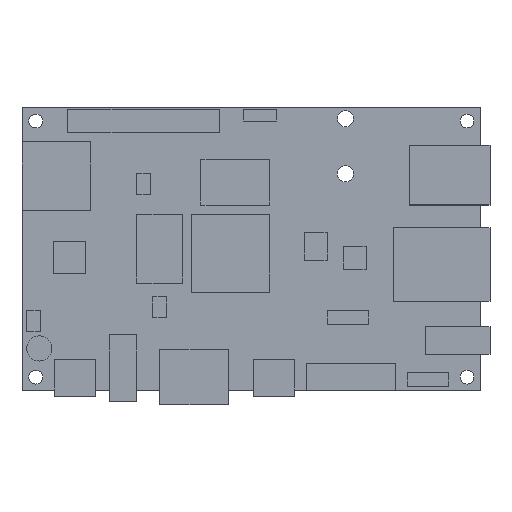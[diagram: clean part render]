
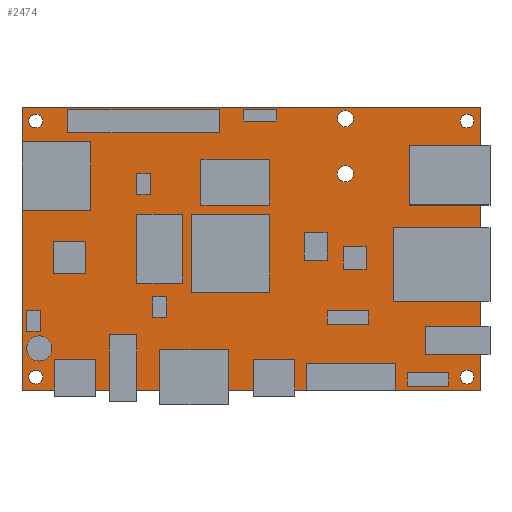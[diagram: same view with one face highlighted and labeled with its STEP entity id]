
A CAD part, top view. The second image highlights one B-rep face of the part: STEP entity #2474.
In plain terms, the highlighted planar face has unit normal (0, 0, 1).
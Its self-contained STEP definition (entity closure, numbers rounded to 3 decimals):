
#72=FACE_BOUND('',#418,.T.);
#73=FACE_BOUND('',#419,.T.);
#74=FACE_BOUND('',#420,.T.);
#75=FACE_BOUND('',#421,.T.);
#76=FACE_BOUND('',#422,.T.);
#77=FACE_BOUND('',#423,.T.);
#88=PLANE('',#2692);
#252=FACE_OUTER_BOUND('',#417,.T.);
#417=EDGE_LOOP('',(#1831,#1832,#1833,#1834));
#418=EDGE_LOOP('',(#1835));
#419=EDGE_LOOP('',(#1836));
#420=EDGE_LOOP('',(#1837));
#421=EDGE_LOOP('',(#1838));
#422=EDGE_LOOP('',(#1839));
#423=EDGE_LOOP('',(#1840));
#590=LINE('',#3574,#909);
#594=LINE('',#3582,#913);
#597=LINE('',#3588,#916);
#600=LINE('',#3593,#919);
#909=VECTOR('',#2898,10.);
#913=VECTOR('',#2904,10.);
#916=VECTOR('',#2909,10.);
#919=VECTOR('',#2914,10.);
#1223=CIRCLE('',#2672,1.5);
#1225=CIRCLE('',#2675,1.5);
#1227=CIRCLE('',#2678,1.75);
#1229=CIRCLE('',#2681,1.5);
#1231=CIRCLE('',#2684,1.75);
#1233=CIRCLE('',#2687,1.5);
#1237=VERTEX_POINT('',#3538);
#1239=VERTEX_POINT('',#3544);
#1241=VERTEX_POINT('',#3550);
#1243=VERTEX_POINT('',#3556);
#1245=VERTEX_POINT('',#3562);
#1247=VERTEX_POINT('',#3568);
#1248=VERTEX_POINT('',#3572);
#1249=VERTEX_POINT('',#3573);
#1252=VERTEX_POINT('',#3581);
#1254=VERTEX_POINT('',#3587);
#1460=EDGE_CURVE('',#1237,#1237,#1223,.T.);
#1463=EDGE_CURVE('',#1239,#1239,#1225,.T.);
#1466=EDGE_CURVE('',#1241,#1241,#1227,.T.);
#1469=EDGE_CURVE('',#1243,#1243,#1229,.T.);
#1472=EDGE_CURVE('',#1245,#1245,#1231,.T.);
#1475=EDGE_CURVE('',#1247,#1247,#1233,.T.);
#1476=EDGE_CURVE('',#1248,#1249,#590,.T.);
#1480=EDGE_CURVE('',#1249,#1252,#594,.T.);
#1483=EDGE_CURVE('',#1252,#1254,#597,.T.);
#1486=EDGE_CURVE('',#1254,#1248,#600,.T.);
#1831=ORIENTED_EDGE('',*,*,#1486,.T.);
#1832=ORIENTED_EDGE('',*,*,#1476,.T.);
#1833=ORIENTED_EDGE('',*,*,#1480,.T.);
#1834=ORIENTED_EDGE('',*,*,#1483,.T.);
#1835=ORIENTED_EDGE('',*,*,#1475,.T.);
#1836=ORIENTED_EDGE('',*,*,#1472,.T.);
#1837=ORIENTED_EDGE('',*,*,#1469,.T.);
#1838=ORIENTED_EDGE('',*,*,#1466,.T.);
#1839=ORIENTED_EDGE('',*,*,#1463,.T.);
#1840=ORIENTED_EDGE('',*,*,#1460,.T.);
#2474=ADVANCED_FACE('',(#252,#72,#73,#74,#75,#76,#77),#88,.T.);
#2672=AXIS2_PLACEMENT_3D('',#3540,#2859,#2860);
#2675=AXIS2_PLACEMENT_3D('',#3546,#2866,#2867);
#2678=AXIS2_PLACEMENT_3D('',#3552,#2873,#2874);
#2681=AXIS2_PLACEMENT_3D('',#3558,#2880,#2881);
#2684=AXIS2_PLACEMENT_3D('',#3564,#2887,#2888);
#2687=AXIS2_PLACEMENT_3D('',#3570,#2894,#2895);
#2692=AXIS2_PLACEMENT_3D('',#3595,#2916,#2917);
#2859=DIRECTION('center_axis',(0.,0.,-1.));
#2860=DIRECTION('ref_axis',(1.,0.,0.));
#2866=DIRECTION('center_axis',(0.,0.,-1.));
#2867=DIRECTION('ref_axis',(1.,0.,0.));
#2873=DIRECTION('center_axis',(0.,0.,-1.));
#2874=DIRECTION('ref_axis',(1.,0.,0.));
#2880=DIRECTION('center_axis',(0.,0.,-1.));
#2881=DIRECTION('ref_axis',(1.,0.,0.));
#2887=DIRECTION('center_axis',(0.,0.,-1.));
#2888=DIRECTION('ref_axis',(1.,0.,0.));
#2894=DIRECTION('center_axis',(0.,0.,-1.));
#2895=DIRECTION('ref_axis',(1.,0.,0.));
#2898=DIRECTION('',(1.,0.,0.));
#2904=DIRECTION('',(0.,1.,0.));
#2909=DIRECTION('',(-1.,0.,0.));
#2914=DIRECTION('',(0.,-1.,0.));
#2916=DIRECTION('center_axis',(0.,0.,1.));
#2917=DIRECTION('ref_axis',(1.,0.,0.));
#3538=CARTESIAN_POINT('',(1.5,58.8,0.));
#3540=CARTESIAN_POINT('Origin',(3.,58.8,0.));
#3544=CARTESIAN_POINT('',(95.5,58.8,0.));
#3546=CARTESIAN_POINT('Origin',(97.,58.8,0.));
#3550=CARTESIAN_POINT('',(68.75,59.3,0.));
#3552=CARTESIAN_POINT('Origin',(70.5,59.3,0.));
#3556=CARTESIAN_POINT('',(1.5,3.,0.));
#3558=CARTESIAN_POINT('Origin',(3.,3.,0.));
#3562=CARTESIAN_POINT('',(68.75,47.3,0.));
#3564=CARTESIAN_POINT('Origin',(70.5,47.3,0.));
#3568=CARTESIAN_POINT('',(95.5,3.,0.));
#3570=CARTESIAN_POINT('Origin',(97.,3.,0.));
#3572=CARTESIAN_POINT('',(0.,0.,0.));
#3573=CARTESIAN_POINT('',(100.,0.,0.));
#3574=CARTESIAN_POINT('',(0.,0.,0.));
#3581=CARTESIAN_POINT('',(100.,61.8,0.));
#3582=CARTESIAN_POINT('',(100.,0.,0.));
#3587=CARTESIAN_POINT('',(0.,61.8,0.));
#3588=CARTESIAN_POINT('',(100.,61.8,0.));
#3593=CARTESIAN_POINT('',(0.,61.8,0.));
#3595=CARTESIAN_POINT('Origin',(50.,30.9,0.));
